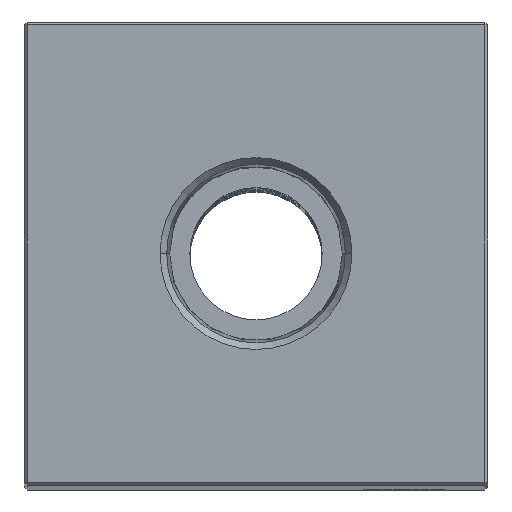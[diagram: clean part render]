
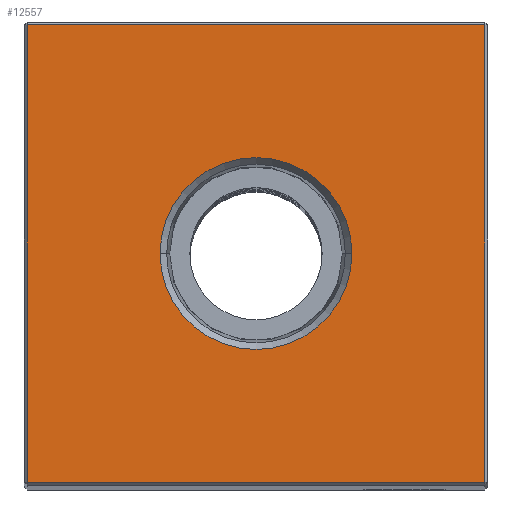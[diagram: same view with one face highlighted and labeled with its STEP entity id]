
A CAD part, top view. The second image highlights one B-rep face of the part: STEP entity #12557.
In plain terms, the highlighted planar face has unit normal (0, 0, 1).
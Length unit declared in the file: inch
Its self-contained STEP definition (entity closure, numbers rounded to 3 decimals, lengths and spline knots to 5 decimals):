
#21 = ORIENTED_EDGE ( 'NONE', *, *, #13973, .F. ) ;
#1151 = AXIS2_PLACEMENT_3D ( 'NONE', #5748, #2046, #17732 ) ;
#1369 = EDGE_CURVE ( 'NONE', #7407, #12233, #10525, .T. ) ;
#1622 = LINE ( 'NONE', #21962, #17470 ) ;
#2029 = EDGE_LOOP ( 'NONE', ( #14836, #21 ) ) ;
#2046 = DIRECTION ( 'NONE',  ( 0., 0., 1. ) ) ;
#2275 = EDGE_CURVE ( 'NONE', #6369, #20391, #1622, .T. ) ;
#2980 = CIRCLE ( 'NONE', #4649, 0.3626 ) ;
#3122 = CARTESIAN_POINT ( 'NONE',  ( -0.865, 0.865, 10.75 ) ) ;
#3429 = EDGE_CURVE ( 'NONE', #12233, #6369, #3841, .T. ) ;
#3688 = AXIS2_PLACEMENT_3D ( 'NONE', #8059, #20050, #20176 ) ;
#3739 = DIRECTION ( 'NONE',  ( -1., 0., 0. ) ) ;
#3812 = PLANE ( 'NONE',  #3688 ) ;
#3841 = LINE ( 'NONE', #11949, #14075 ) ;
#4141 = CARTESIAN_POINT ( 'NONE',  ( 0., -0.865, 10.75 ) ) ;
#4538 = CIRCLE ( 'NONE', #1151, 0.3626 ) ;
#4649 = AXIS2_PLACEMENT_3D ( 'NONE', #12178, #21890, #20310 ) ;
#5580 = DIRECTION ( 'NONE',  ( 0., 1., 0. ) ) ;
#5748 = CARTESIAN_POINT ( 'NONE',  ( 0., 0., 10.75 ) ) ;
#6068 = ORIENTED_EDGE ( 'NONE', *, *, #3429, .T. ) ;
#6369 = VERTEX_POINT ( 'NONE', #6561 ) ;
#6561 = CARTESIAN_POINT ( 'NONE',  ( 0.865, 0.865, 10.75 ) ) ;
#6562 = VECTOR ( 'NONE', #18185, 39.37008 ) ;
#6647 = EDGE_LOOP ( 'NONE', ( #16388, #9599, #6068, #17280 ) ) ;
#7407 = VERTEX_POINT ( 'NONE', #13947 ) ;
#8059 = CARTESIAN_POINT ( 'NONE',  ( 0., 0., 10.75 ) ) ;
#8195 = LINE ( 'NONE', #16318, #6562 ) ;
#8624 = EDGE_CURVE ( 'NONE', #24328, #17560, #2980, .T. ) ;
#9599 = ORIENTED_EDGE ( 'NONE', *, *, #1369, .T. ) ;
#10525 = LINE ( 'NONE', #4141, #15721 ) ;
#11949 = CARTESIAN_POINT ( 'NONE',  ( 0.865, 0., 10.75 ) ) ;
#12178 = CARTESIAN_POINT ( 'NONE',  ( 0., 0., 10.75 ) ) ;
#12233 = VERTEX_POINT ( 'NONE', #25005 ) ;
#12557 = ADVANCED_FACE ( 'NONE', ( #16053, #17918 ), #3812, .F. ) ;
#13947 = CARTESIAN_POINT ( 'NONE',  ( -0.865, -0.865, 10.75 ) ) ;
#13973 = EDGE_CURVE ( 'NONE', #17560, #24328, #4538, .T. ) ;
#14075 = VECTOR ( 'NONE', #5580, 39.37008 ) ;
#14836 = ORIENTED_EDGE ( 'NONE', *, *, #8624, .F. ) ;
#15721 = VECTOR ( 'NONE', #22505, 39.37008 ) ;
#16053 = FACE_OUTER_BOUND ( 'NONE', #6647, .T. ) ;
#16318 = CARTESIAN_POINT ( 'NONE',  ( -0.865, 0., 10.75 ) ) ;
#16336 = CARTESIAN_POINT ( 'NONE',  ( -0.3626, 0., 10.75 ) ) ;
#16388 = ORIENTED_EDGE ( 'NONE', *, *, #23644, .T. ) ;
#17280 = ORIENTED_EDGE ( 'NONE', *, *, #2275, .T. ) ;
#17470 = VECTOR ( 'NONE', #3739, 39.37008 ) ;
#17560 = VERTEX_POINT ( 'NONE', #16336 ) ;
#17732 = DIRECTION ( 'NONE',  ( 1., 0., 0. ) ) ;
#17918 = FACE_BOUND ( 'NONE', #2029, .T. ) ;
#18185 = DIRECTION ( 'NONE',  ( 0., -1., 0. ) ) ;
#19856 = CARTESIAN_POINT ( 'NONE',  ( 0.3626, 0., 10.75 ) ) ;
#20050 = DIRECTION ( 'NONE',  ( 0., 0., -1. ) ) ;
#20176 = DIRECTION ( 'NONE',  ( -1., 0., 0. ) ) ;
#20310 = DIRECTION ( 'NONE',  ( 1., 0., 0. ) ) ;
#20391 = VERTEX_POINT ( 'NONE', #3122 ) ;
#21890 = DIRECTION ( 'NONE',  ( 0., 0., 1. ) ) ;
#21962 = CARTESIAN_POINT ( 'NONE',  ( 0., 0.865, 10.75 ) ) ;
#22505 = DIRECTION ( 'NONE',  ( 1., 0., 0. ) ) ;
#23644 = EDGE_CURVE ( 'NONE', #20391, #7407, #8195, .T. ) ;
#24328 = VERTEX_POINT ( 'NONE', #19856 ) ;
#25005 = CARTESIAN_POINT ( 'NONE',  ( 0.865, -0.865, 10.75 ) ) ;
